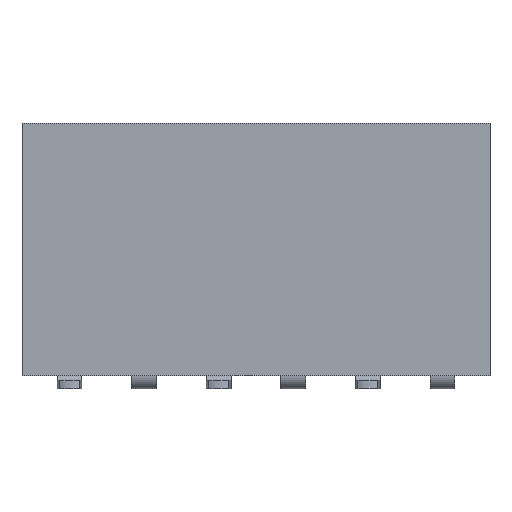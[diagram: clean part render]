
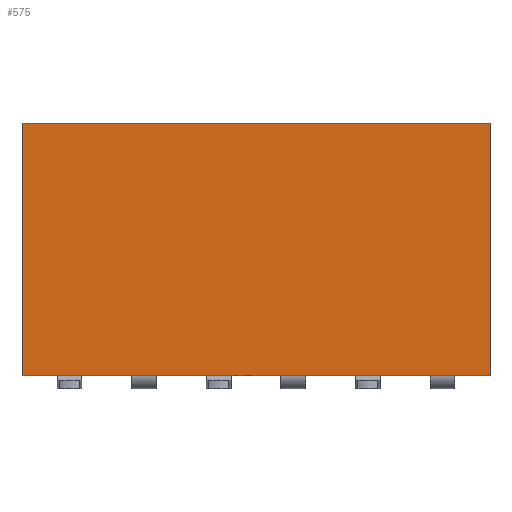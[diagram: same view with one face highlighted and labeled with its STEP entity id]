
A CAD part, left-side view. The second image highlights one B-rep face of the part: STEP entity #575.
In plain terms, the highlighted planar face has unit normal (-1, 0, 0).
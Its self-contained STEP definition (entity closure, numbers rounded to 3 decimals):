
#13=DIRECTION('',(0.,0.,1.));
#27=VECTOR('',#13,1.);
#51=VERTEX_POINT('',#52);
#52=CARTESIAN_POINT('',(-0.9,-3.985,0.21));
#57=DIRECTION('',(1.,0.,0.));
#59=EDGE_CURVE('',#51,#60,#62,.T.);
#60=VERTEX_POINT('',#61);
#61=CARTESIAN_POINT('',(-0.9,-3.985,4.51));
#62=LINE('',#52,#27);
#98=VERTEX_POINT('',#99);
#99=CARTESIAN_POINT('',(-0.9,3.985,4.51));
#102=EDGE_CURVE('',#103,#98,#105,.T.);
#103=VERTEX_POINT('',#104);
#104=CARTESIAN_POINT('',(-0.9,3.985,0.21));
#105=LINE('',#104,#27);
#125=DIRECTION('',(0.,-1.,0.));
#141=ORIENTED_EDGE('',*,*,#142,.T.);
#142=EDGE_CURVE('',#98,#60,#143,.T.);
#143=LINE('',#99,#144);
#144=VECTOR('',#125,1.);
#289=EDGE_CURVE('',#103,#51,#290,.T.);
#290=LINE('',#104,#144);
#575=ADVANCED_FACE('',(#576),#581,.F.);
#576=FACE_BOUND('',#577,.F.);
#577=EDGE_LOOP('',(#578,#141,#579,#580));
#578=ORIENTED_EDGE('',*,*,#102,.T.);
#579=ORIENTED_EDGE('',*,*,#59,.F.);
#580=ORIENTED_EDGE('',*,*,#289,.F.);
#581=PLANE('',#582);
#582=AXIS2_PLACEMENT_3D('',#104,#57,#125);
